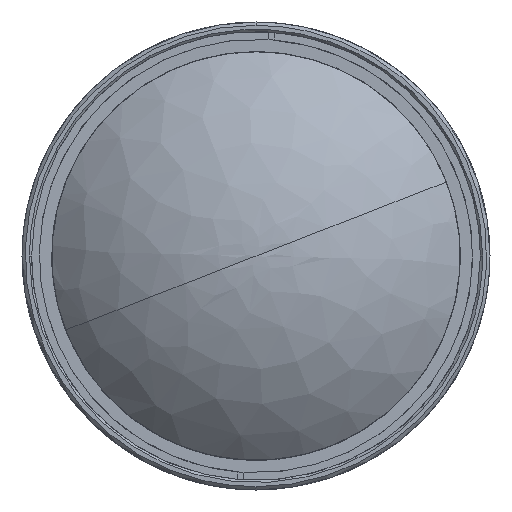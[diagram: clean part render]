
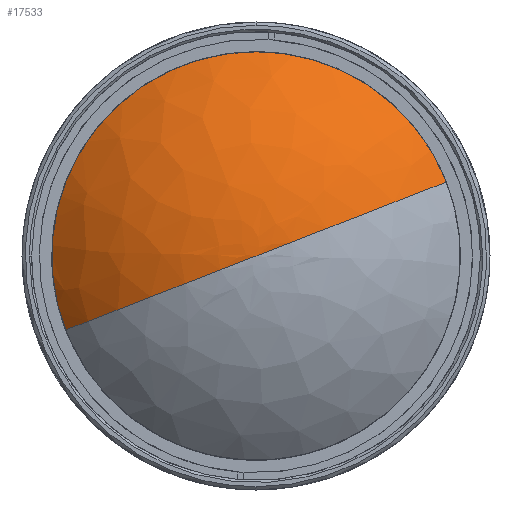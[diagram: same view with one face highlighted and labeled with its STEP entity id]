
A CAD part, left-side view. The second image highlights one B-rep face of the part: STEP entity #17533.
In plain terms, the highlighted free-form (B-spline) face has degree [3, 3] with [4, 4] control points.
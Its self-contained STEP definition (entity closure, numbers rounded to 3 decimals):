
#5183 = CARTESIAN_POINT ( 'NONE',  ( -0.031, -23.581, 9.166 ) ) ;
#5392 = CARTESIAN_POINT ( 'NONE',  ( -0.031, 23.581, -9.166 ) ) ;
#6341 = CARTESIAN_POINT ( 'NONE',  ( -0.031, -18.998, 20.957 ) ) ;
#7952 = CARTESIAN_POINT ( 'NONE',  ( -10.653, 0., 0. ) ) ;
#13256 =( BOUNDED_CURVE ( )  B_SPLINE_CURVE ( 3, ( #30371, #36236, #66744, #5392 ),
 .UNSPECIFIED., .F., .T. ) 
 B_SPLINE_CURVE_WITH_KNOTS ( ( 4, 4 ),
 ( 0., 0.795 ),
 .UNSPECIFIED. ) 
 CURVE ( )  GEOMETRIC_REPRESENTATION_ITEM ( )  RATIONAL_B_SPLINE_CURVE ( ( 1., 0.948, 0.948, 1. ) ) 
 REPRESENTATION_ITEM ( '' )  );
#14357 = ORIENTED_EDGE ( 'NONE', *, *, #33234, .T. ) ;
#15873 = CARTESIAN_POINT ( 'NONE',  ( -10.653, 0., 0. ) ) ;
#17360 =( BOUNDED_CURVE ( )  B_SPLINE_CURVE ( 3, ( #28942, #75527, #71194, #52804 ),
 .UNSPECIFIED., .F., .T. ) 
 B_SPLINE_CURVE_WITH_KNOTS ( ( 4, 4 ),
 ( 0., 1.571 ),
 .UNSPECIFIED. ) 
 CURVE ( )  GEOMETRIC_REPRESENTATION_ITEM ( )  RATIONAL_B_SPLINE_CURVE ( ( 0.5, 0.5, 0.667, 1. ) ) 
 REPRESENTATION_ITEM ( '' )  );
#17533 = ADVANCED_FACE ( 'NONE', ( #20443 ), #44076, .F. ) ;
#20443 = FACE_OUTER_BOUND ( 'NONE', #47280, .T. ) ;
#21743 = CARTESIAN_POINT ( 'NONE',  ( -0.031, -23.581, 9.166 ) ) ;
#24250 =( BOUNDED_CURVE ( )  B_SPLINE_CURVE ( 3, ( #5183, #6341, #40346, #70476 ),
 .UNSPECIFIED., .F., .F. ) 
 B_SPLINE_CURVE_WITH_KNOTS ( ( 4, 4 ),
 ( 0., 1. ),
 .UNSPECIFIED. ) 
 CURVE ( )  GEOMETRIC_REPRESENTATION_ITEM ( )  RATIONAL_B_SPLINE_CURVE ( ( 1., 0.667, 0.5, 0.5 ) ) 
 REPRESENTATION_ITEM ( '' )  );
#24435 =( BOUNDED_CURVE ( )  B_SPLINE_CURVE ( 3, ( #21743, #75737, #69440, #15873 ),
 .UNSPECIFIED., .F., .F. ) 
 B_SPLINE_CURVE_WITH_KNOTS ( ( 4, 4 ),
 ( 0., 1.571 ),
 .UNSPECIFIED. ) 
 CURVE ( )  GEOMETRIC_REPRESENTATION_ITEM ( )  RATIONAL_B_SPLINE_CURVE ( ( 1., 0.948, 0.948, 1. ) ) 
 REPRESENTATION_ITEM ( '' )  );
#24636 = ORIENTED_EDGE ( 'NONE', *, *, #27258, .F. ) ;
#27258 = EDGE_CURVE ( 'NONE', #51783, #46990, #13256, .T. ) ;
#28942 = CARTESIAN_POINT ( 'NONE',  ( -0.031, 9.166, 23.581 ) ) ;
#29891 = VERTEX_POINT ( 'NONE', #59085 ) ;
#30371 = CARTESIAN_POINT ( 'NONE',  ( -10.653, 0., 0. ) ) ;
#31402 = CARTESIAN_POINT ( 'NONE',  ( -0.031, -23.581, 9.166 ) ) ;
#32155 = CARTESIAN_POINT ( 'NONE',  ( -6.918, -17.284, 6.719 ) ) ;
#33234 = EDGE_CURVE ( 'NONE', #29891, #46990, #17360, .T. ) ;
#34114 = EDGE_CURVE ( 'NONE', #72121, #51783, #24435, .T. ) ;
#36236 = CARTESIAN_POINT ( 'NONE',  ( -10.653, 8.992, -3.496 ) ) ;
#37158 = CARTESIAN_POINT ( 'NONE',  ( -0.031, 23.581, -9.166 ) ) ;
#37636 = CARTESIAN_POINT ( 'NONE',  ( -10.653, 0., 0. ) ) ;
#40346 = CARTESIAN_POINT ( 'NONE',  ( -0.031, -6.554, 29.692 ) ) ;
#42325 = CARTESIAN_POINT ( 'NONE',  ( -10.653, 0., 0. ) ) ;
#43144 = CARTESIAN_POINT ( 'NONE',  ( -10.653, -2.001, 21.48 ) ) ;
#43526 = CARTESIAN_POINT ( 'NONE',  ( -6.918, 30.721, 27.849 ) ) ;
#44076 =( BOUNDED_SURFACE ( )  B_SPLINE_SURFACE ( 3, 3, ( 
 ( #31402, #74027, #61122, #54878 ),
 ( #32155, #55638, #43526, #49007 ),
 ( #72887, #43144, #49370, #73271 ),
 ( #37636, #61505, #7952, #50134 ) ),
 .UNSPECIFIED., .F., .F., .T. ) 
 B_SPLINE_SURFACE_WITH_KNOTS ( ( 4, 4 ),
 ( 4, 4 ),
 ( 0., 1. ),
 ( 0., 1. ),
 .UNSPECIFIED. ) 
 GEOMETRIC_REPRESENTATION_ITEM ( )  RATIONAL_B_SPLINE_SURFACE ( (
 ( 1., 0.333, 0.333, 1.),
 ( 0.948, 0.316, 0.316, 0.948),
 ( 0.948, 0.316, 0.316, 0.948),
 ( 1., 0.333, 0.333, 1.) ) ) 
 REPRESENTATION_ITEM ( '' )  SURFACE ( )  );
#45267 = ORIENTED_EDGE ( 'NONE', *, *, #34114, .F. ) ;
#46990 = VERTEX_POINT ( 'NONE', #37158 ) ;
#47280 = EDGE_LOOP ( 'NONE', ( #14357, #24636, #45267, #51079 ) ) ;
#49007 = CARTESIAN_POINT ( 'NONE',  ( -6.918, 17.284, -6.719 ) ) ;
#49370 = CARTESIAN_POINT ( 'NONE',  ( -10.653, 15.983, 14.489 ) ) ;
#50134 = CARTESIAN_POINT ( 'NONE',  ( -10.653, 0., 0. ) ) ;
#51079 = ORIENTED_EDGE ( 'NONE', *, *, #69472, .T. ) ;
#51783 = VERTEX_POINT ( 'NONE', #42325 ) ;
#52804 = CARTESIAN_POINT ( 'NONE',  ( -0.031, 23.581, -9.166 ) ) ;
#54878 = CARTESIAN_POINT ( 'NONE',  ( -0.031, 23.581, -9.166 ) ) ;
#55449 = CARTESIAN_POINT ( 'NONE',  ( -0.031, -23.581, 9.166 ) ) ;
#55638 = CARTESIAN_POINT ( 'NONE',  ( -6.918, -3.847, 41.286 ) ) ;
#59085 = CARTESIAN_POINT ( 'NONE',  ( -0.031, 9.166, 23.581 ) ) ;
#61122 = CARTESIAN_POINT ( 'NONE',  ( -0.031, 41.914, 37.996 ) ) ;
#61505 = CARTESIAN_POINT ( 'NONE',  ( -10.653, 0., 0. ) ) ;
#66744 = CARTESIAN_POINT ( 'NONE',  ( -6.918, 17.284, -6.719 ) ) ;
#69440 = CARTESIAN_POINT ( 'NONE',  ( -10.653, -8.992, 3.496 ) ) ;
#69472 = EDGE_CURVE ( 'NONE', #72121, #29891, #24250, .T. ) ;
#70476 = CARTESIAN_POINT ( 'NONE',  ( -0.031, 9.166, 23.581 ) ) ;
#71194 = CARTESIAN_POINT ( 'NONE',  ( -0.031, 28.164, 2.624 ) ) ;
#72121 = VERTEX_POINT ( 'NONE', #55449 ) ;
#72887 = CARTESIAN_POINT ( 'NONE',  ( -10.653, -8.992, 3.496 ) ) ;
#73271 = CARTESIAN_POINT ( 'NONE',  ( -10.653, 8.992, -3.496 ) ) ;
#74027 = CARTESIAN_POINT ( 'NONE',  ( -0.031, -5.248, 56.329 ) ) ;
#75527 = CARTESIAN_POINT ( 'NONE',  ( -0.031, 24.887, 17.47 ) ) ;
#75737 = CARTESIAN_POINT ( 'NONE',  ( -6.918, -17.284, 6.719 ) ) ;
